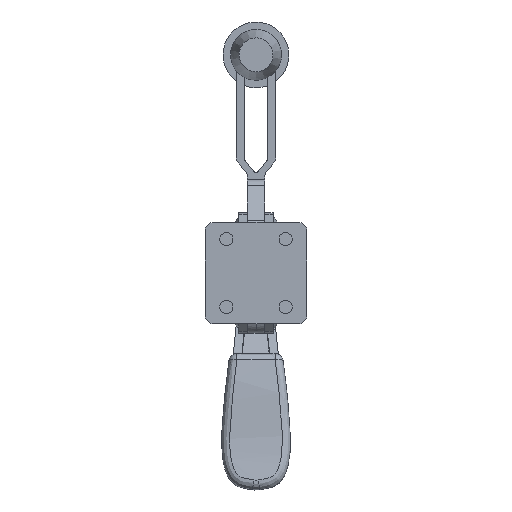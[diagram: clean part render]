
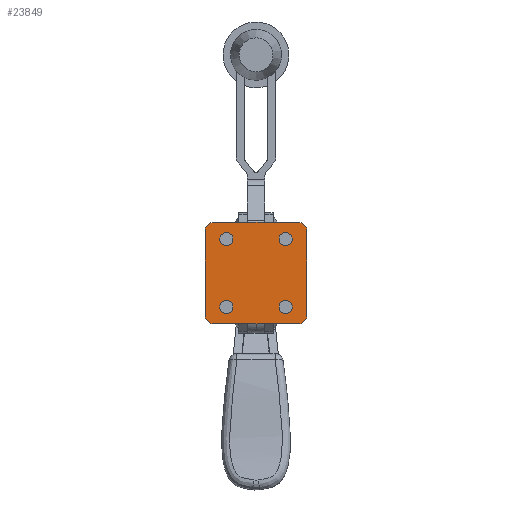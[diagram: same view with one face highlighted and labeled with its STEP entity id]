
A CAD part, front view. The second image highlights one B-rep face of the part: STEP entity #23849.
In plain terms, the highlighted face is planar.
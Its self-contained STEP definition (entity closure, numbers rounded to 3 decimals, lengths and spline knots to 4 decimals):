
#2928=LINE('',#43280,#4998);
#3040=LINE('',#44269,#5110);
#3180=LINE('',#45160,#5250);
#3183=LINE('',#45170,#5253);
#4998=VECTOR('',#28006,0.3937);
#5110=VECTOR('',#28180,0.3937);
#5250=VECTOR('',#28346,0.3937);
#5253=VECTOR('',#28359,0.3937);
#5994=FACE_BOUND('',#9222,.T.);
#5995=FACE_BOUND('',#9223,.T.);
#5996=FACE_BOUND('',#9224,.T.);
#5997=FACE_BOUND('',#9225,.T.);
#6620=PLANE('',#25134);
#7841=FACE_OUTER_BOUND('',#9221,.T.);
#9221=EDGE_LOOP('',(#21648,#21649,#21650,#21651,#21652,#21653,#21654,#21655));
#9222=EDGE_LOOP('',(#21656));
#9223=EDGE_LOOP('',(#21657));
#9224=EDGE_LOOP('',(#21658));
#9225=EDGE_LOOP('',(#21659));
#9484=CIRCLE('',#24908,0.125);
#9493=CIRCLE('',#24920,0.125);
#9494=CIRCLE('',#24922,0.125);
#9495=CIRCLE('',#24925,0.125);
#9498=CIRCLE('',#24930,0.098);
#9501=CIRCLE('',#24935,0.098);
#9504=CIRCLE('',#24940,0.098);
#9507=CIRCLE('',#24945,0.098);
#10962=VERTEX_POINT('',#43274);
#10964=VERTEX_POINT('',#43278);
#11089=VERTEX_POINT('',#44265);
#11091=VERTEX_POINT('',#44268);
#11093=VERTEX_POINT('',#44275);
#11354=VERTEX_POINT('',#45159);
#11355=VERTEX_POINT('',#45165);
#11356=VERTEX_POINT('',#45169);
#11359=VERTEX_POINT('',#45181);
#11362=VERTEX_POINT('',#45191);
#11365=VERTEX_POINT('',#45201);
#11368=VERTEX_POINT('',#45211);
#13908=EDGE_CURVE('',#10964,#10962,#2928,.T.);
#14096=EDGE_CURVE('',#11089,#11091,#3040,.T.);
#14099=EDGE_CURVE('',#10962,#11093,#9484,.T.);
#14363=EDGE_CURVE('',#11093,#11354,#3180,.T.);
#14365=EDGE_CURVE('',#11354,#11089,#9493,.T.);
#14366=EDGE_CURVE('',#11091,#11355,#9494,.T.);
#14368=EDGE_CURVE('',#11355,#11356,#3183,.T.);
#14370=EDGE_CURVE('',#11356,#10964,#9495,.T.);
#14375=EDGE_CURVE('',#11359,#11359,#9498,.T.);
#14380=EDGE_CURVE('',#11362,#11362,#9501,.T.);
#14385=EDGE_CURVE('',#11365,#11365,#9504,.T.);
#14390=EDGE_CURVE('',#11368,#11368,#9507,.T.);
#21648=ORIENTED_EDGE('',*,*,#14099,.F.);
#21649=ORIENTED_EDGE('',*,*,#13908,.F.);
#21650=ORIENTED_EDGE('',*,*,#14370,.F.);
#21651=ORIENTED_EDGE('',*,*,#14368,.F.);
#21652=ORIENTED_EDGE('',*,*,#14366,.F.);
#21653=ORIENTED_EDGE('',*,*,#14096,.F.);
#21654=ORIENTED_EDGE('',*,*,#14365,.F.);
#21655=ORIENTED_EDGE('',*,*,#14363,.F.);
#21656=ORIENTED_EDGE('',*,*,#14385,.T.);
#21657=ORIENTED_EDGE('',*,*,#14375,.T.);
#21658=ORIENTED_EDGE('',*,*,#14380,.T.);
#21659=ORIENTED_EDGE('',*,*,#14390,.T.);
#23849=ADVANCED_FACE('',(#7841,#5994,#5995,#5996,#5997),#6620,.F.);
#24908=AXIS2_PLACEMENT_3D('',#44276,#28187,#28188);
#24920=AXIS2_PLACEMENT_3D('',#45163,#28350,#28351);
#24922=AXIS2_PLACEMENT_3D('',#45166,#28354,#28355);
#24925=AXIS2_PLACEMENT_3D('',#45173,#28363,#28364);
#24930=AXIS2_PLACEMENT_3D('',#45183,#28375,#28376);
#24935=AXIS2_PLACEMENT_3D('',#45193,#28387,#28388);
#24940=AXIS2_PLACEMENT_3D('',#45203,#28399,#28400);
#24945=AXIS2_PLACEMENT_3D('',#45213,#28411,#28412);
#25134=AXIS2_PLACEMENT_3D('',#48532,#29258,#29259);
#28006=DIRECTION('',(0.,1.,0.));
#28180=DIRECTION('',(0.,-1.,0.));
#28187=DIRECTION('center_axis',(0.,0.,1.));
#28188=DIRECTION('ref_axis',(0.707,0.707,0.));
#28346=DIRECTION('',(-1.,0.,0.));
#28350=DIRECTION('center_axis',(0.,0.,1.));
#28351=DIRECTION('ref_axis',(-0.707,0.707,0.));
#28354=DIRECTION('center_axis',(0.,0.,1.));
#28355=DIRECTION('ref_axis',(-0.707,-0.707,0.));
#28359=DIRECTION('',(1.,0.,0.));
#28363=DIRECTION('center_axis',(0.,0.,1.));
#28364=DIRECTION('ref_axis',(0.707,-0.707,0.));
#28375=DIRECTION('center_axis',(0.,0.,1.));
#28376=DIRECTION('ref_axis',(1.,0.,0.));
#28387=DIRECTION('center_axis',(0.,0.,1.));
#28388=DIRECTION('ref_axis',(1.,0.,0.));
#28399=DIRECTION('center_axis',(0.,0.,1.));
#28400=DIRECTION('ref_axis',(1.,0.,0.));
#28411=DIRECTION('center_axis',(0.,0.,1.));
#28412=DIRECTION('ref_axis',(1.,0.,0.));
#29258=DIRECTION('center_axis',(0.,0.,1.));
#29259=DIRECTION('ref_axis',(1.,0.,0.));
#43274=CARTESIAN_POINT('',(0.75,0.625,-0.37));
#43278=CARTESIAN_POINT('',(0.75,-0.625,-0.37));
#43280=CARTESIAN_POINT('',(0.75,-0.75,-0.37));
#44265=CARTESIAN_POINT('',(-0.75,0.625,-0.37));
#44268=CARTESIAN_POINT('',(-0.75,-0.625,-0.37));
#44269=CARTESIAN_POINT('',(-0.75,0.75,-0.37));
#44275=CARTESIAN_POINT('',(0.625,0.75,-0.37));
#44276=CARTESIAN_POINT('Origin',(0.625,0.625,-0.37));
#45159=CARTESIAN_POINT('',(-0.625,0.75,-0.37));
#45160=CARTESIAN_POINT('',(0.75,0.75,-0.37));
#45163=CARTESIAN_POINT('Origin',(-0.625,0.625,-0.37));
#45165=CARTESIAN_POINT('',(-0.625,-0.75,-0.37));
#45166=CARTESIAN_POINT('Origin',(-0.625,-0.625,-0.37));
#45169=CARTESIAN_POINT('',(0.625,-0.75,-0.37));
#45170=CARTESIAN_POINT('',(-0.75,-0.75,-0.37));
#45173=CARTESIAN_POINT('Origin',(0.625,-0.625,-0.37));
#45181=CARTESIAN_POINT('',(0.402,-0.4375,-0.37));
#45183=CARTESIAN_POINT('Origin',(0.5,-0.4375,-0.37));
#45191=CARTESIAN_POINT('',(0.402,0.4375,-0.37));
#45193=CARTESIAN_POINT('Origin',(0.5,0.4375,-0.37));
#45201=CARTESIAN_POINT('',(-0.598,0.4375,-0.37));
#45203=CARTESIAN_POINT('Origin',(-0.5,0.4375,-0.37));
#45211=CARTESIAN_POINT('',(-0.598,-0.4375,-0.37));
#45213=CARTESIAN_POINT('Origin',(-0.5,-0.4375,-0.37));
#48532=CARTESIAN_POINT('Origin',(0.,0.,
-0.37));
